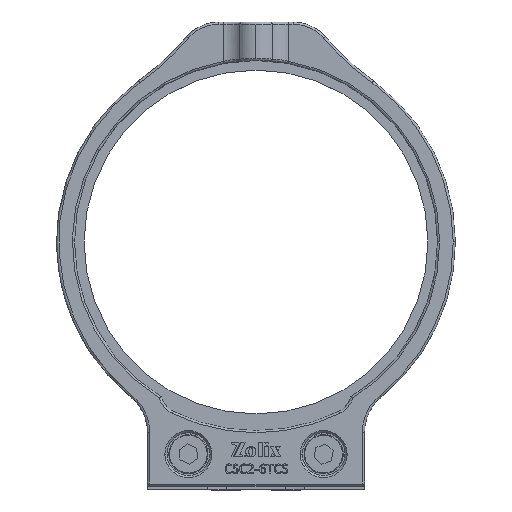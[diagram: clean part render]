
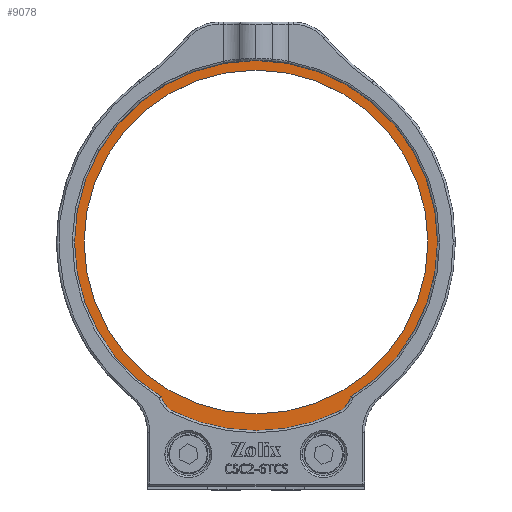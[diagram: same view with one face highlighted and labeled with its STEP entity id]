
A CAD part, top view. The second image highlights one B-rep face of the part: STEP entity #9078.
In plain terms, the highlighted planar face has unit normal (0, 0, 1).
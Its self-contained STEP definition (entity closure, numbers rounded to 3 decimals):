
#160 = CIRCLE ( 'NONE', #10286, 24.15 ) ;
#928 = AXIS2_PLACEMENT_3D ( 'NONE', #8149, #21477, #6524 ) ;
#1251 = DIRECTION ( 'NONE',  ( 1., 0., 0. ) ) ;
#1254 = AXIS2_PLACEMENT_3D ( 'NONE', #9716, #21201, #3165 ) ;
#1916 = CIRCLE ( 'NONE', #12043, 3.2 ) ;
#2189 = CARTESIAN_POINT ( 'NONE',  ( -29.281, 5.935, -2.2 ) ) ;
#3165 = DIRECTION ( 'NONE',  ( 1., 0., 0. ) ) ;
#3196 = CARTESIAN_POINT ( 'NONE',  ( -27.931, 5.935, -2.2 ) ) ;
#3267 = DIRECTION ( 'NONE',  ( 0., 0., 1. ) ) ;
#3629 = CARTESIAN_POINT ( 'NONE',  ( 6.433, -15.007, -2.2 ) ) ;
#3932 = CIRCLE ( 'NONE', #10203, 24.15 ) ;
#3938 = CARTESIAN_POINT ( 'NONE',  ( -3.781, 5.935, -2.2 ) ) ;
#4039 = EDGE_CURVE ( 'NONE', #21050, #14381, #10339, .T. ) ;
#4378 = CARTESIAN_POINT ( 'NONE',  ( 9.529, -15.816, -2.2 ) ) ;
#4560 = DIRECTION ( 'NONE',  ( 0., 0., 1. ) ) ;
#4752 = DIRECTION ( 'NONE',  ( 0., 0., 1. ) ) ;
#5902 = DIRECTION ( 'NONE',  ( 1., 0., 0. ) ) ;
#5931 = FACE_OUTER_BOUND ( 'NONE', #12917, .T. ) ;
#6033 = CARTESIAN_POINT ( 'NONE',  ( -8.888, -4.536, -2.2 ) ) ;
#6158 = CIRCLE ( 'NONE', #928, 25.5 ) ;
#6288 = VERTEX_POINT ( 'NONE', #17570 ) ;
#6524 = DIRECTION ( 'NONE',  ( 1., 0., 0. ) ) ;
#6727 = AXIS2_PLACEMENT_3D ( 'NONE', #6033, #9497, #19147 ) ;
#7446 = ORIENTED_EDGE ( 'NONE', *, *, #4039, .T. ) ;
#8149 = CARTESIAN_POINT ( 'NONE',  ( -3.781, 5.935, -2.2 ) ) ;
#8312 = CIRCLE ( 'NONE', #20165, 26.5 ) ;
#8578 = EDGE_CURVE ( 'NONE', #17040, #6288, #3932, .T. ) ;
#8599 = CARTESIAN_POINT ( 'NONE',  ( -15.398, -17.883, -2.2 ) ) ;
#9078 = ADVANCED_FACE ( 'NONE', ( #17505, #5931 ), #17918, .T. ) ;
#9283 = CARTESIAN_POINT ( 'NONE',  ( -17.091, -15.816, -2.2 ) ) ;
#9497 = DIRECTION ( 'NONE',  ( 0., 0., 1. ) ) ;
#9716 = CARTESIAN_POINT ( 'NONE',  ( -13.995, -15.007, -2.2 ) ) ;
#10123 = VERTEX_POINT ( 'NONE', #10628 ) ;
#10166 = DIRECTION ( 'NONE',  ( -1., 0., 0. ) ) ;
#10203 = AXIS2_PLACEMENT_3D ( 'NONE', #21467, #13272, #18414 ) ;
#10286 = AXIS2_PLACEMENT_3D ( 'NONE', #11353, #3267, #16602 ) ;
#10339 = CIRCLE ( 'NONE', #1254, 3.2 ) ;
#10485 = VERTEX_POINT ( 'NONE', #2189 ) ;
#10588 = ORIENTED_EDGE ( 'NONE', *, *, #12261, .F. ) ;
#10597 = DIRECTION ( 'NONE',  ( 0., 0., 1. ) ) ;
#10628 = CARTESIAN_POINT ( 'NONE',  ( 7.836, -17.883, -2.2 ) ) ;
#10806 = DIRECTION ( 'NONE',  ( 0., 0., 1. ) ) ;
#11353 = CARTESIAN_POINT ( 'NONE',  ( -3.781, 5.935, -2.2 ) ) ;
#11463 = VERTEX_POINT ( 'NONE', #4378 ) ;
#12013 = EDGE_CURVE ( 'NONE', #10123, #11463, #1916, .T. ) ;
#12028 = ORIENTED_EDGE ( 'NONE', *, *, #17544, .T. ) ;
#12043 = AXIS2_PLACEMENT_3D ( 'NONE', #3629, #4752, #10166 ) ;
#12261 = EDGE_CURVE ( 'NONE', #6288, #17040, #160, .T. ) ;
#12445 = CIRCLE ( 'NONE', #17002, 25.5 ) ;
#12917 = EDGE_LOOP ( 'NONE', ( #7446, #16293, #17797, #12028, #16587, #14860 ) ) ;
#12932 = EDGE_LOOP ( 'NONE', ( #19935, #10588 ) ) ;
#13272 = DIRECTION ( 'NONE',  ( 0., 0., 1. ) ) ;
#13760 = CARTESIAN_POINT ( 'NONE',  ( 21.719, 5.935, -2.2 ) ) ;
#14381 = VERTEX_POINT ( 'NONE', #8599 ) ;
#14461 = CIRCLE ( 'NONE', #18659, 25.5 ) ;
#14860 = ORIENTED_EDGE ( 'NONE', *, *, #19173, .T. ) ;
#16293 = ORIENTED_EDGE ( 'NONE', *, *, #21255, .T. ) ;
#16587 = ORIENTED_EDGE ( 'NONE', *, *, #19126, .T. ) ;
#16602 = DIRECTION ( 'NONE',  ( 1., 0., 0. ) ) ;
#17002 = AXIS2_PLACEMENT_3D ( 'NONE', #19526, #4560, #1251 ) ;
#17040 = VERTEX_POINT ( 'NONE', #3196 ) ;
#17505 = FACE_BOUND ( 'NONE', #12932, .T. ) ;
#17544 = EDGE_CURVE ( 'NONE', #11463, #17813, #14461, .T. ) ;
#17570 = CARTESIAN_POINT ( 'NONE',  ( 20.369, 5.935, -2.2 ) ) ;
#17797 = ORIENTED_EDGE ( 'NONE', *, *, #12013, .T. ) ;
#17813 = VERTEX_POINT ( 'NONE', #13760 ) ;
#17918 = PLANE ( 'NONE',  #6727 ) ;
#18414 = DIRECTION ( 'NONE',  ( 1., 0., 0. ) ) ;
#18659 = AXIS2_PLACEMENT_3D ( 'NONE', #3938, #10597, #19017 ) ;
#18896 = CARTESIAN_POINT ( 'NONE',  ( -3.781, 5.935, -2.2 ) ) ;
#19017 = DIRECTION ( 'NONE',  ( 1., 0., 0. ) ) ;
#19126 = EDGE_CURVE ( 'NONE', #17813, #10485, #12445, .T. ) ;
#19147 = DIRECTION ( 'NONE',  ( 1., 0., 0. ) ) ;
#19173 = EDGE_CURVE ( 'NONE', #10485, #21050, #6158, .T. ) ;
#19526 = CARTESIAN_POINT ( 'NONE',  ( -3.781, 5.935, -2.2 ) ) ;
#19935 = ORIENTED_EDGE ( 'NONE', *, *, #8578, .F. ) ;
#20165 = AXIS2_PLACEMENT_3D ( 'NONE', #18896, #10806, #5902 ) ;
#21050 = VERTEX_POINT ( 'NONE', #9283 ) ;
#21201 = DIRECTION ( 'NONE',  ( 0., 0., 1. ) ) ;
#21255 = EDGE_CURVE ( 'NONE', #14381, #10123, #8312, .T. ) ;
#21467 = CARTESIAN_POINT ( 'NONE',  ( -3.781, 5.935, -2.2 ) ) ;
#21477 = DIRECTION ( 'NONE',  ( 0., 0., 1. ) ) ;
